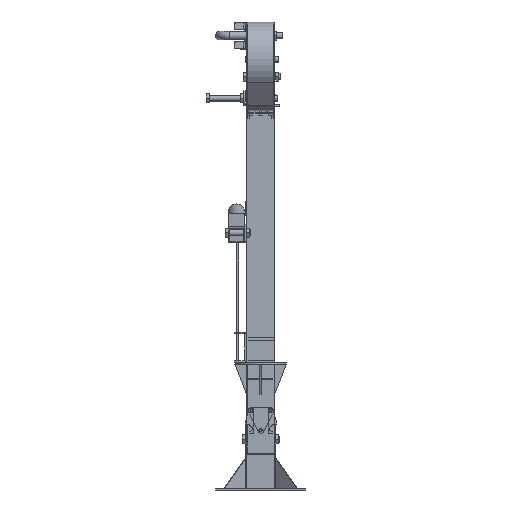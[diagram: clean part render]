
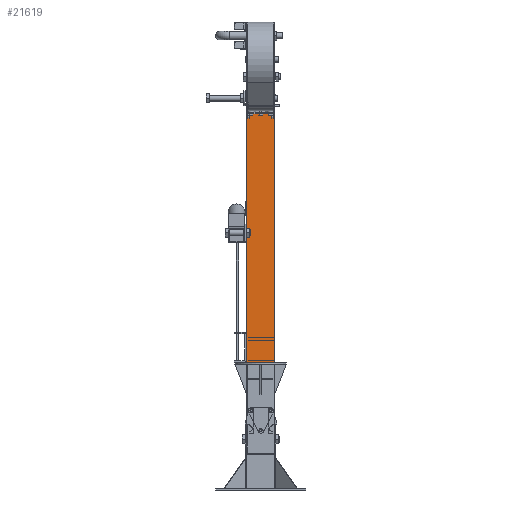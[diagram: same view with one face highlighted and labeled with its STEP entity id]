
A CAD part, front view. The second image highlights one B-rep face of the part: STEP entity #21619.
In plain terms, the highlighted planar face has unit normal (0, -1, 0).
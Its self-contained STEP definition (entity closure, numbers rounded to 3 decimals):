
#5304=ORIENTED_EDGE('',*,*,#10077,.F.);
#5305=ORIENTED_EDGE('',*,*,#10078,.F.);
#5306=ORIENTED_EDGE('',*,*,#10079,.T.);
#5307=ORIENTED_EDGE('',*,*,#10080,.T.);
#5308=ORIENTED_EDGE('',*,*,#10081,.F.);
#5309=ORIENTED_EDGE('',*,*,#10082,.F.);
#5310=ORIENTED_EDGE('',*,*,#10083,.T.);
#5311=ORIENTED_EDGE('',*,*,#10084,.T.);
#5312=ORIENTED_EDGE('',*,*,#10085,.F.);
#5313=ORIENTED_EDGE('',*,*,#10086,.T.);
#5314=ORIENTED_EDGE('',*,*,#10074,.T.);
#5315=ORIENTED_EDGE('',*,*,#10087,.F.);
#5316=ORIENTED_EDGE('',*,*,#10066,.F.);
#5317=ORIENTED_EDGE('',*,*,#10088,.T.);
#5318=ORIENTED_EDGE('',*,*,#9992,.T.);
#5319=ORIENTED_EDGE('',*,*,#10089,.T.);
#9992=EDGE_CURVE('',#12667,#12670,#14847,.T.);
#10066=EDGE_CURVE('',#12741,#12742,#14892,.T.);
#10074=EDGE_CURVE('',#12749,#12748,#14898,.T.);
#10077=EDGE_CURVE('',#12750,#12751,#14900,.T.);
#10078=EDGE_CURVE('',#12752,#12750,#14901,.T.);
#10079=EDGE_CURVE('',#12752,#12753,#14902,.T.);
#10080=EDGE_CURVE('',#12753,#12751,#14903,.T.);
#10081=EDGE_CURVE('',#12754,#12755,#14904,.T.);
#10082=EDGE_CURVE('',#12756,#12754,#14905,.T.);
#10083=EDGE_CURVE('',#12756,#12757,#14906,.T.);
#10084=EDGE_CURVE('',#12757,#12755,#14907,.T.);
#10085=EDGE_CURVE('',#12758,#12759,#14908,.T.);
#10086=EDGE_CURVE('',#12758,#12749,#14909,.T.);
#10087=EDGE_CURVE('',#12742,#12748,#14910,.T.);
#10088=EDGE_CURVE('',#12741,#12667,#14911,.T.);
#10089=EDGE_CURVE('',#12670,#12759,#14912,.T.);
#12667=VERTEX_POINT('',#34993);
#12670=VERTEX_POINT('',#34998);
#12741=VERTEX_POINT('',#35147);
#12742=VERTEX_POINT('',#35149);
#12748=VERTEX_POINT('',#35163);
#12749=VERTEX_POINT('',#35165);
#12750=VERTEX_POINT('',#35170);
#12751=VERTEX_POINT('',#35171);
#12752=VERTEX_POINT('',#35173);
#12753=VERTEX_POINT('',#35175);
#12754=VERTEX_POINT('',#35178);
#12755=VERTEX_POINT('',#35179);
#12756=VERTEX_POINT('',#35181);
#12757=VERTEX_POINT('',#35183);
#12758=VERTEX_POINT('',#35186);
#12759=VERTEX_POINT('',#35187);
#14847=LINE('',#34999,#16632);
#14892=LINE('',#35148,#16677);
#14898=LINE('',#35164,#16683);
#14900=LINE('',#35169,#16685);
#14901=LINE('',#35172,#16686);
#14902=LINE('',#35174,#16687);
#14903=LINE('',#35176,#16688);
#14904=LINE('',#35177,#16689);
#14905=LINE('',#35180,#16690);
#14906=LINE('',#35182,#16691);
#14907=LINE('',#35184,#16692);
#14908=LINE('',#35185,#16693);
#14909=LINE('',#35188,#16694);
#14910=LINE('',#35189,#16695);
#14911=LINE('',#35190,#16696);
#14912=LINE('',#35191,#16697);
#16632=VECTOR('',#27926,1000.);
#16677=VECTOR('',#28037,1000.);
#16683=VECTOR('',#28049,1000.);
#16685=VECTOR('',#28055,1000.);
#16686=VECTOR('',#28056,1000.);
#16687=VECTOR('',#28057,1000.);
#16688=VECTOR('',#28058,1000.);
#16689=VECTOR('',#28059,1000.);
#16690=VECTOR('',#28060,1000.);
#16691=VECTOR('',#28061,1000.);
#16692=VECTOR('',#28062,1000.);
#16693=VECTOR('',#28063,1000.);
#16694=VECTOR('',#28064,1000.);
#16695=VECTOR('',#28065,1000.);
#16696=VECTOR('',#28066,1000.);
#16697=VECTOR('',#28067,1000.);
#18251=EDGE_LOOP('',(#5304,#5305,#5306,#5307));
#18252=EDGE_LOOP('',(#5308,#5309,#5310,#5311));
#18253=EDGE_LOOP('',(#5312,#5313,#5314,#5315,#5316,#5317,#5318,#5319));
#19817=FACE_BOUND('',#18251,.T.);
#19818=FACE_BOUND('',#18252,.T.);
#19819=FACE_BOUND('',#18253,.T.);
#20893=PLANE('',#23706);
#21619=ADVANCED_FACE('',(#19817,#19818,#19819),#20893,.F.);
#23706=AXIS2_PLACEMENT_3D('',#35168,#28053,#28054);
#27926=DIRECTION('',(0.,0.,-1.));
#28037=DIRECTION('',(0.,0.,-1.));
#28049=DIRECTION('',(0.,0.,-1.));
#28053=DIRECTION('',(0.,1.,0.));
#28054=DIRECTION('',(0.,0.,1.));
#28055=DIRECTION('',(1.,0.,0.));
#28056=DIRECTION('',(0.,0.,-1.));
#28057=DIRECTION('',(1.,0.,0.));
#28058=DIRECTION('',(0.,0.,-1.));
#28059=DIRECTION('',(1.,0.,0.));
#28060=DIRECTION('',(0.,0.,-1.));
#28061=DIRECTION('',(1.,0.,0.));
#28062=DIRECTION('',(0.,0.,-1.));
#28063=DIRECTION('',(0.,0.,-1.));
#28064=DIRECTION('',(-1.,0.,0.));
#28065=DIRECTION('',(1.,0.,0.));
#28066=DIRECTION('',(-1.,0.,0.));
#28067=DIRECTION('',(1.,0.,0.));
#34993=CARTESIAN_POINT('',(102.5,-197.5,1377.5));
#34998=CARTESIAN_POINT('',(102.5,-197.5,425.));
#34999=CARTESIAN_POINT('',(102.5,-197.5,1425.));
#35147=CARTESIAN_POINT('',(104.5,-197.5,1377.5));
#35148=CARTESIAN_POINT('',(104.5,-197.5,1377.5));
#35149=CARTESIAN_POINT('',(104.5,-197.5,1330.));
#35163=CARTESIAN_POINT('',(195.5,-197.5,1330.));
#35164=CARTESIAN_POINT('',(195.5,-197.5,1377.5));
#35165=CARTESIAN_POINT('',(195.5,-197.5,1377.5));
#35168=CARTESIAN_POINT('',(150.,-197.5,1425.));
#35169=CARTESIAN_POINT('',(130.,-197.5,1258.));
#35170=CARTESIAN_POINT('',(115.,-197.5,1258.));
#35171=CARTESIAN_POINT('',(145.,-197.5,1258.));
#35172=CARTESIAN_POINT('',(115.,-197.5,1260.75));
#35173=CARTESIAN_POINT('',(115.,-197.5,1263.5));
#35174=CARTESIAN_POINT('',(130.,-197.5,1263.5));
#35175=CARTESIAN_POINT('',(145.,-197.5,1263.5));
#35176=CARTESIAN_POINT('',(145.,-197.5,1260.75));
#35177=CARTESIAN_POINT('',(170.,-197.5,1258.));
#35178=CARTESIAN_POINT('',(155.,-197.5,1258.));
#35179=CARTESIAN_POINT('',(185.,-197.5,1258.));
#35180=CARTESIAN_POINT('',(155.,-197.5,1260.75));
#35181=CARTESIAN_POINT('',(155.,-197.5,1263.5));
#35182=CARTESIAN_POINT('',(170.,-197.5,1263.5));
#35183=CARTESIAN_POINT('',(185.,-197.5,1263.5));
#35184=CARTESIAN_POINT('',(185.,-197.5,1260.75));
#35185=CARTESIAN_POINT('',(197.5,-197.5,1425.));
#35186=CARTESIAN_POINT('',(197.5,-197.5,1377.5));
#35187=CARTESIAN_POINT('',(197.5,-197.5,425.));
#35188=CARTESIAN_POINT('',(197.502,-197.5,1377.5));
#35189=CARTESIAN_POINT('',(150.,-197.5,1330.));
#35190=CARTESIAN_POINT('',(197.502,-197.5,1377.5));
#35191=CARTESIAN_POINT('',(150.,-197.5,425.));
